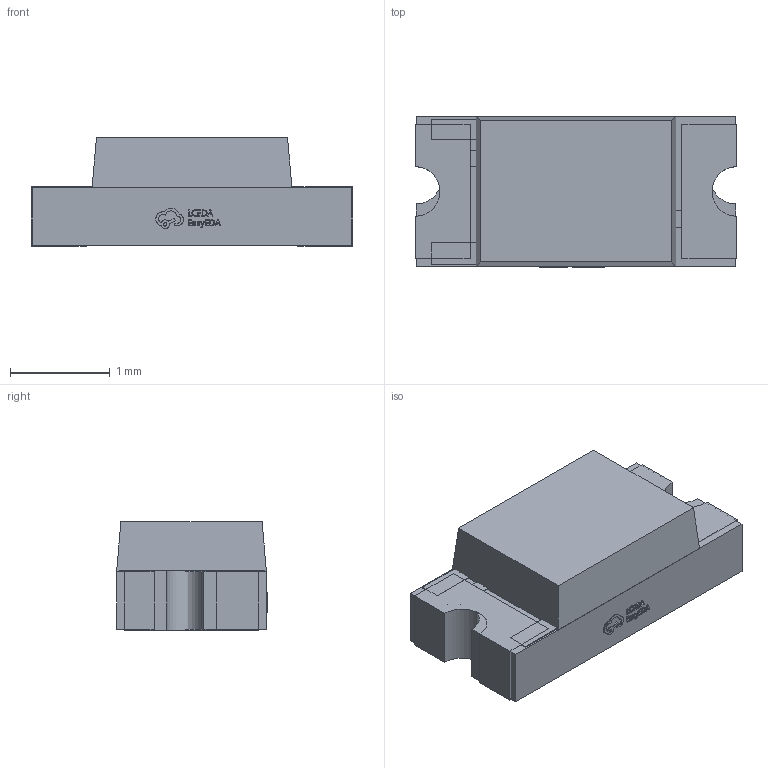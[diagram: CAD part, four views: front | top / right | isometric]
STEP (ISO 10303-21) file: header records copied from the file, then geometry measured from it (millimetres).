
FILE_DESCRIPTION (( 'STEP AP214' ), '1' );
FILE_NAME ('LED-SMD_L3.2-W1.5-H1.1.step', '2022-07-08T12:42:19', ( '' ), ( '' ), 'SwSTEP 2.0', 'SolidWorks 2020', '' );
FILE_SCHEMA (( 'AUTOMOTIVE_DESIGN' ));
Length unit declared in the file: millimetre
Products named in the file (1): LED-SMD_L3.2-W1.5-H1.1
Bounding box: 3.22 x 1.51 x 1.09 mm (x, y, z)
Volume: 4.9 mm3; surface area: 32.1 mm2
Topology: 6 solids, 6 shells, 338 faces, 894 edges, 596 vertices
Faces by surface type: plane 221, bspline 112, cylinder 5
Entity records: 14730 total; most frequent: CARTESIAN_POINT 3933, ORIENTED_EDGE 1788, DIRECTION 1130, EDGE_CURVE 894, VECTOR 656, LINE 656, VERTEX_POINT 596, EDGE_LOOP 366
